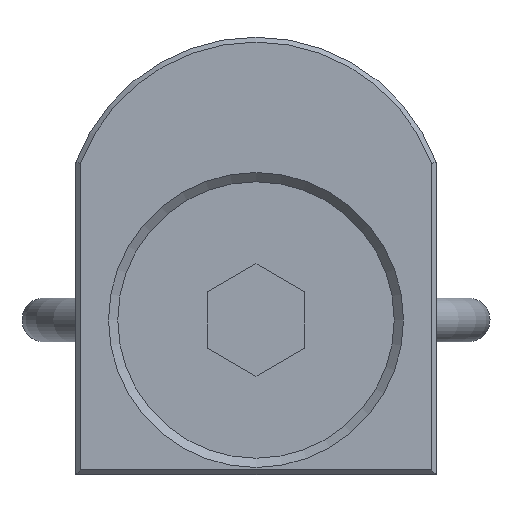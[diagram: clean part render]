
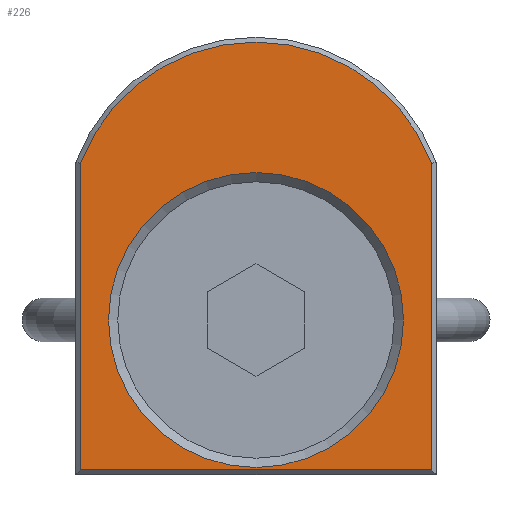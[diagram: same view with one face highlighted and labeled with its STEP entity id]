
A CAD part, left-side view. The second image highlights one B-rep face of the part: STEP entity #226.
In plain terms, the highlighted face is planar.
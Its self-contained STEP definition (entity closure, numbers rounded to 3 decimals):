
#226 = ADVANCED_FACE( '', ( #337, #338 ), #339, .F. );
#337 = FACE_BOUND( '', #460, .T. );
#338 = FACE_OUTER_BOUND( '', #461, .T. );
#339 = PLANE( '', #462 );
#460 = EDGE_LOOP( '', ( #845 ) );
#461 = EDGE_LOOP( '', ( #846, #847, #848, #849 ) );
#462 = AXIS2_PLACEMENT_3D( '', #850, #851, #852 );
#845 = ORIENTED_EDGE( '', *, *, #981, .T. );
#846 = ORIENTED_EDGE( '', *, *, #1060, .F. );
#847 = ORIENTED_EDGE( '', *, *, #929, .T. );
#848 = ORIENTED_EDGE( '', *, *, #1061, .T. );
#849 = ORIENTED_EDGE( '', *, *, #938, .T. );
#850 = CARTESIAN_POINT( '', ( 7.2, 8., 12.6 ) );
#851 = DIRECTION( '', ( 0., -1., 0. ) );
#852 = DIRECTION( '', ( 0., 0., -1. ) );
#929 = EDGE_CURVE( '', #1066, #1067, #1068, .T. );
#938 = EDGE_CURVE( '', #1084, #1082, #1085, .T. );
#981 = EDGE_CURVE( '', #1163, #1163, #1164, .T. );
#1060 = EDGE_CURVE( '', #1066, #1082, #1287, .T. );
#1061 = EDGE_CURVE( '', #1067, #1084, #1288, .T. );
#1066 = VERTEX_POINT( '', #1292 );
#1067 = VERTEX_POINT( '', #1293 );
#1068 = CIRCLE( '', #1294, 7.7 );
#1082 = VERTEX_POINT( '', #1317 );
#1084 = VERTEX_POINT( '', #1320 );
#1085 = LINE( '', #1321, #1322 );
#1163 = VERTEX_POINT( '', #1438 );
#1164 = CIRCLE( '', #1439, 6.05 );
#1287 = LINE( '', #1627, #1628 );
#1288 = LINE( '', #1629, #1630 );
#1292 = CARTESIAN_POINT( '', ( -7.2, 8., 6.429 ) );
#1293 = CARTESIAN_POINT( '', ( 7.2, 8., 6.429 ) );
#1294 = AXIS2_PLACEMENT_3D( '', #1637, #1638, #1639 );
#1317 = CARTESIAN_POINT( '', ( -7.2, 8., -6.15 ) );
#1320 = CARTESIAN_POINT( '', ( 7.2, 8., -6.15 ) );
#1321 = CARTESIAN_POINT( '', ( 15., 8., -6.15 ) );
#1322 = VECTOR( '', #1650, 1000. );
#1438 = CARTESIAN_POINT( '', ( 0., 8., -6.05 ) );
#1439 = AXIS2_PLACEMENT_3D( '', #1701, #1702, #1703 );
#1627 = CARTESIAN_POINT( '', ( -7.2, 8., 12.6 ) );
#1628 = VECTOR( '', #1808, 1000. );
#1629 = CARTESIAN_POINT( '', ( 7.2, 8., 12.6 ) );
#1630 = VECTOR( '', #1809, 1000. );
#1637 = CARTESIAN_POINT( '', ( 0., 8., 3.7 ) );
#1638 = DIRECTION( '', ( 0., 1., 0. ) );
#1639 = DIRECTION( '', ( 0., 0., 1. ) );
#1650 = DIRECTION( '', ( -1., 0., 0. ) );
#1701 = CARTESIAN_POINT( '', ( 0., 8., 0. ) );
#1702 = DIRECTION( '', ( 0., -1., 0. ) );
#1703 = DIRECTION( '', ( 0., 0., -1. ) );
#1808 = DIRECTION( '', ( 0., 0., -1. ) );
#1809 = DIRECTION( '', ( 0., 0., -1. ) );
